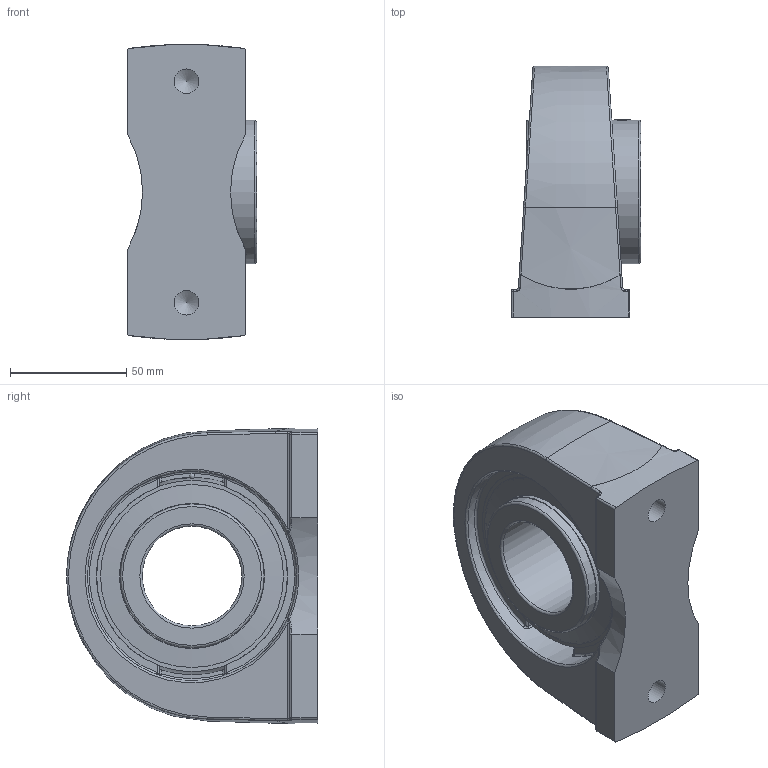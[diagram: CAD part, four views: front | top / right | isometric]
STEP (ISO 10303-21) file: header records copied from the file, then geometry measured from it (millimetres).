
FILE_DESCRIPTION(/* description */ ('Alibre Inc.'),/* implementation_level */ '2;1');
FILE_NAME(/* name */ 'export-69A56BC4-F3CE-4CA1-BFE7-46B5F7A3BDE6',/* time_stamp */ '2020-05-18T14:54:00-07:00',/* author */ (''),/* organization */ (''),/* preprocessor_version */ 'ST-DEVELOPER v17',/* originating_system */ 'Alibre',/* authorisation */ '');
FILE_SCHEMA (('CONFIG_CONTROL_DESIGN'));
Length unit declared in the file: inch
Bounding box: 55.7 x 108 x 126.96 mm (x, y, z)
Volume: 334453.1 mm3; surface area: 88783.6 mm2
Topology: 16 solids, 16 shells, 184 faces, 433 edges, 255 vertices
Faces by surface type: cylinder 48, plane 47, bspline 32, sphere 26, torus 21, cone 10
Full cylindrical faces by diameter (mm): 6.782 x4, 10.592 x2, 42.863 x1, 61.722 x4, 62.484 x2, 76.652 x2, 78.74 x2, 90.104 x2, 95.22 x1
Entity records: 8915 total; most frequent: CARTESIAN_POINT 4850, DIRECTION 643, ORIENTED_EDGE 638, EDGE_CURVE 319, AXIS2_PLACEMENT_3D 312, FACE_BOUND 226, VERTEX_POINT 215, EDGE_LOOP 215
